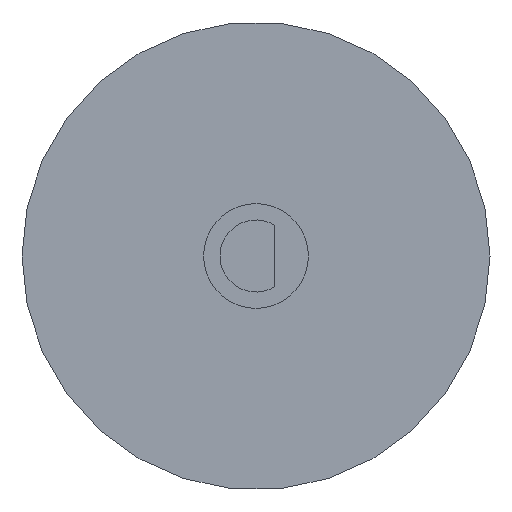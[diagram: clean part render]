
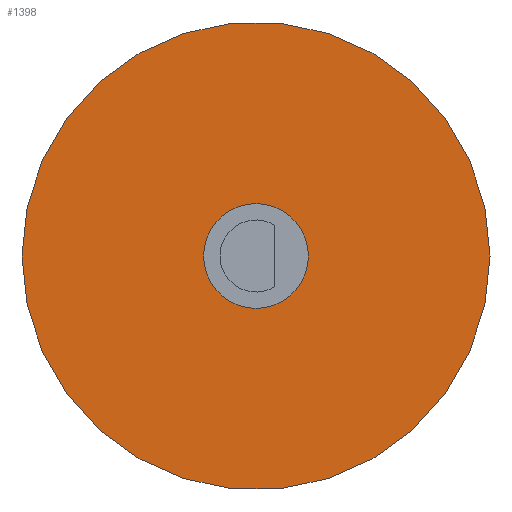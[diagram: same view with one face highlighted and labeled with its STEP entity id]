
A CAD part, front view. The second image highlights one B-rep face of the part: STEP entity #1398.
In plain terms, the highlighted planar face has unit normal (0, -1, 0).
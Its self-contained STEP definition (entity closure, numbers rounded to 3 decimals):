
#18=FACE_BOUND('',#152,.T.);
#21=CIRCLE('',#1493,4.5);
#70=FACE_OUTER_BOUND('',#151,.T.);
#151=EDGE_LOOP('',(#1112,#1113,#1114,#1115,#1116,#1117,#1118,#1119,#1120,
#1121,#1122,#1123,#1124,#1125,#1126,#1127,#1128,#1129,#1130,#1131,#1132,
#1133,#1134,#1135,#1136,#1137,#1138,#1139,#1140,#1141));
#152=EDGE_LOOP('',(#1142));
#315=LINE('',#2160,#506);
#316=LINE('',#2162,#507);
#317=LINE('',#2164,#508);
#318=LINE('',#2166,#509);
#319=LINE('',#2168,#510);
#320=LINE('',#2170,#511);
#321=LINE('',#2172,#512);
#322=LINE('',#2174,#513);
#323=LINE('',#2176,#514);
#324=LINE('',#2178,#515);
#325=LINE('',#2180,#516);
#326=LINE('',#2182,#517);
#327=LINE('',#2184,#518);
#328=LINE('',#2186,#519);
#329=LINE('',#2188,#520);
#330=LINE('',#2190,#521);
#331=LINE('',#2192,#522);
#332=LINE('',#2194,#523);
#333=LINE('',#2196,#524);
#334=LINE('',#2198,#525);
#335=LINE('',#2200,#526);
#336=LINE('',#2202,#527);
#337=LINE('',#2204,#528);
#338=LINE('',#2206,#529);
#339=LINE('',#2208,#530);
#340=LINE('',#2210,#531);
#341=LINE('',#2212,#532);
#342=LINE('',#2214,#533);
#343=LINE('',#2216,#534);
#344=LINE('',#2217,#535);
#506=VECTOR('',#1760,10.);
#507=VECTOR('',#1761,10.);
#508=VECTOR('',#1762,10.);
#509=VECTOR('',#1763,10.);
#510=VECTOR('',#1764,10.);
#511=VECTOR('',#1765,10.);
#512=VECTOR('',#1766,10.);
#513=VECTOR('',#1767,10.);
#514=VECTOR('',#1768,10.);
#515=VECTOR('',#1769,10.);
#516=VECTOR('',#1770,10.);
#517=VECTOR('',#1771,10.);
#518=VECTOR('',#1772,10.);
#519=VECTOR('',#1773,10.);
#520=VECTOR('',#1774,10.);
#521=VECTOR('',#1775,10.);
#522=VECTOR('',#1776,10.);
#523=VECTOR('',#1777,10.);
#524=VECTOR('',#1778,10.);
#525=VECTOR('',#1779,10.);
#526=VECTOR('',#1780,10.);
#527=VECTOR('',#1781,10.);
#528=VECTOR('',#1782,10.);
#529=VECTOR('',#1783,10.);
#530=VECTOR('',#1784,10.);
#531=VECTOR('',#1785,10.);
#532=VECTOR('',#1786,10.);
#533=VECTOR('',#1787,10.);
#534=VECTOR('',#1788,10.);
#535=VECTOR('',#1789,10.);
#655=VERTEX_POINT('',#2152);
#657=VERTEX_POINT('',#2158);
#658=VERTEX_POINT('',#2159);
#659=VERTEX_POINT('',#2161);
#660=VERTEX_POINT('',#2163);
#661=VERTEX_POINT('',#2165);
#662=VERTEX_POINT('',#2167);
#663=VERTEX_POINT('',#2169);
#664=VERTEX_POINT('',#2171);
#665=VERTEX_POINT('',#2173);
#666=VERTEX_POINT('',#2175);
#667=VERTEX_POINT('',#2177);
#668=VERTEX_POINT('',#2179);
#669=VERTEX_POINT('',#2181);
#670=VERTEX_POINT('',#2183);
#671=VERTEX_POINT('',#2185);
#672=VERTEX_POINT('',#2187);
#673=VERTEX_POINT('',#2189);
#674=VERTEX_POINT('',#2191);
#675=VERTEX_POINT('',#2193);
#676=VERTEX_POINT('',#2195);
#677=VERTEX_POINT('',#2197);
#678=VERTEX_POINT('',#2199);
#679=VERTEX_POINT('',#2201);
#680=VERTEX_POINT('',#2203);
#681=VERTEX_POINT('',#2205);
#682=VERTEX_POINT('',#2207);
#683=VERTEX_POINT('',#2209);
#684=VERTEX_POINT('',#2211);
#685=VERTEX_POINT('',#2213);
#686=VERTEX_POINT('',#2215);
#817=EDGE_CURVE('',#655,#655,#21,.T.);
#820=EDGE_CURVE('',#657,#658,#315,.T.);
#821=EDGE_CURVE('',#658,#659,#316,.T.);
#822=EDGE_CURVE('',#659,#660,#317,.T.);
#823=EDGE_CURVE('',#660,#661,#318,.T.);
#824=EDGE_CURVE('',#661,#662,#319,.T.);
#825=EDGE_CURVE('',#662,#663,#320,.T.);
#826=EDGE_CURVE('',#663,#664,#321,.T.);
#827=EDGE_CURVE('',#664,#665,#322,.T.);
#828=EDGE_CURVE('',#665,#666,#323,.T.);
#829=EDGE_CURVE('',#666,#667,#324,.T.);
#830=EDGE_CURVE('',#667,#668,#325,.T.);
#831=EDGE_CURVE('',#668,#669,#326,.T.);
#832=EDGE_CURVE('',#669,#670,#327,.T.);
#833=EDGE_CURVE('',#670,#671,#328,.T.);
#834=EDGE_CURVE('',#671,#672,#329,.T.);
#835=EDGE_CURVE('',#672,#673,#330,.T.);
#836=EDGE_CURVE('',#673,#674,#331,.T.);
#837=EDGE_CURVE('',#674,#675,#332,.T.);
#838=EDGE_CURVE('',#675,#676,#333,.T.);
#839=EDGE_CURVE('',#676,#677,#334,.T.);
#840=EDGE_CURVE('',#677,#678,#335,.T.);
#841=EDGE_CURVE('',#678,#679,#336,.T.);
#842=EDGE_CURVE('',#679,#680,#337,.T.);
#843=EDGE_CURVE('',#680,#681,#338,.T.);
#844=EDGE_CURVE('',#681,#682,#339,.T.);
#845=EDGE_CURVE('',#682,#683,#340,.T.);
#846=EDGE_CURVE('',#683,#684,#341,.T.);
#847=EDGE_CURVE('',#684,#685,#342,.T.);
#848=EDGE_CURVE('',#685,#686,#343,.T.);
#849=EDGE_CURVE('',#686,#657,#344,.T.);
#1112=ORIENTED_EDGE('',*,*,#820,.T.);
#1113=ORIENTED_EDGE('',*,*,#821,.T.);
#1114=ORIENTED_EDGE('',*,*,#822,.T.);
#1115=ORIENTED_EDGE('',*,*,#823,.T.);
#1116=ORIENTED_EDGE('',*,*,#824,.T.);
#1117=ORIENTED_EDGE('',*,*,#825,.T.);
#1118=ORIENTED_EDGE('',*,*,#826,.T.);
#1119=ORIENTED_EDGE('',*,*,#827,.T.);
#1120=ORIENTED_EDGE('',*,*,#828,.T.);
#1121=ORIENTED_EDGE('',*,*,#829,.T.);
#1122=ORIENTED_EDGE('',*,*,#830,.T.);
#1123=ORIENTED_EDGE('',*,*,#831,.T.);
#1124=ORIENTED_EDGE('',*,*,#832,.T.);
#1125=ORIENTED_EDGE('',*,*,#833,.T.);
#1126=ORIENTED_EDGE('',*,*,#834,.T.);
#1127=ORIENTED_EDGE('',*,*,#835,.T.);
#1128=ORIENTED_EDGE('',*,*,#836,.T.);
#1129=ORIENTED_EDGE('',*,*,#837,.T.);
#1130=ORIENTED_EDGE('',*,*,#838,.T.);
#1131=ORIENTED_EDGE('',*,*,#839,.T.);
#1132=ORIENTED_EDGE('',*,*,#840,.T.);
#1133=ORIENTED_EDGE('',*,*,#841,.T.);
#1134=ORIENTED_EDGE('',*,*,#842,.T.);
#1135=ORIENTED_EDGE('',*,*,#843,.T.);
#1136=ORIENTED_EDGE('',*,*,#844,.T.);
#1137=ORIENTED_EDGE('',*,*,#845,.T.);
#1138=ORIENTED_EDGE('',*,*,#846,.T.);
#1139=ORIENTED_EDGE('',*,*,#847,.T.);
#1140=ORIENTED_EDGE('',*,*,#848,.T.);
#1141=ORIENTED_EDGE('',*,*,#849,.T.);
#1142=ORIENTED_EDGE('',*,*,#817,.T.);
#1319=PLANE('',#1495);
#1398=ADVANCED_FACE('',(#70,#18),#1319,.T.);
#1493=AXIS2_PLACEMENT_3D('',#2153,#1753,#1754);
#1495=AXIS2_PLACEMENT_3D('',#2157,#1758,#1759);
#1753=DIRECTION('center_axis',(0.,1.,0.));
#1754=DIRECTION('ref_axis',(1.,0.,0.));
#1758=DIRECTION('center_axis',(0.,-1.,0.));
#1759=DIRECTION('ref_axis',(1.,0.,0.));
#1760=DIRECTION('',(0.978,0.,-0.208));
#1761=DIRECTION('',(1.,0.,0.));
#1762=DIRECTION('',(0.978,0.,0.208));
#1763=DIRECTION('',(0.914,0.,0.407));
#1764=DIRECTION('',(0.809,0.,0.588));
#1765=DIRECTION('',(0.669,0.,0.743));
#1766=DIRECTION('',(0.5,0.,0.866));
#1767=DIRECTION('',(0.309,0.,0.951));
#1768=DIRECTION('',(0.105,0.,0.995));
#1769=DIRECTION('',(-0.105,0.,0.995));
#1770=DIRECTION('',(-0.309,0.,0.951));
#1771=DIRECTION('',(-0.5,0.,0.866));
#1772=DIRECTION('',(-0.669,0.,0.743));
#1773=DIRECTION('',(-0.809,0.,0.588));
#1774=DIRECTION('',(-0.914,0.,0.407));
#1775=DIRECTION('',(-0.978,0.,0.208));
#1776=DIRECTION('',(-1.,0.,0.));
#1777=DIRECTION('',(-0.978,0.,-0.208));
#1778=DIRECTION('',(-0.914,0.,-0.407));
#1779=DIRECTION('',(-0.809,0.,-0.588));
#1780=DIRECTION('',(-0.669,0.,-0.743));
#1781=DIRECTION('',(-0.5,0.,-0.866));
#1782=DIRECTION('',(-0.309,0.,-0.951));
#1783=DIRECTION('',(-0.105,0.,-0.995));
#1784=DIRECTION('',(0.105,0.,-0.995));
#1785=DIRECTION('',(0.309,0.,-0.951));
#1786=DIRECTION('',(0.5,0.,-0.866));
#1787=DIRECTION('',(0.669,0.,-0.743));
#1788=DIRECTION('',(0.809,0.,-0.588));
#1789=DIRECTION('',(0.914,0.,-0.407));
#2152=CARTESIAN_POINT('',(-4.5,-0.5,0.));
#2153=CARTESIAN_POINT('Origin',(0.,-0.5,0.));
#2157=CARTESIAN_POINT('Origin',(0.,-0.5,0.));
#2158=CARTESIAN_POINT('',(-6.214,-0.5,-19.126));
#2159=CARTESIAN_POINT('',(-2.102,-0.5,-20.));
#2160=CARTESIAN_POINT('',(-6.214,-0.5,-19.126));
#2161=CARTESIAN_POINT('',(2.102,-0.5,-20.));
#2162=CARTESIAN_POINT('',(-2.102,-0.5,-20.));
#2163=CARTESIAN_POINT('',(6.214,-0.5,-19.126));
#2164=CARTESIAN_POINT('',(2.102,-0.5,-20.));
#2165=CARTESIAN_POINT('',(10.055,-0.5,-17.416));
#2166=CARTESIAN_POINT('',(6.214,-0.5,-19.126));
#2167=CARTESIAN_POINT('',(13.456,-0.5,-14.945));
#2168=CARTESIAN_POINT('',(10.055,-0.5,-17.416));
#2169=CARTESIAN_POINT('',(16.269,-0.5,-11.82));
#2170=CARTESIAN_POINT('',(13.456,-0.5,-14.945));
#2171=CARTESIAN_POINT('',(18.372,-0.5,-8.18));
#2172=CARTESIAN_POINT('',(16.269,-0.5,-11.82));
#2173=CARTESIAN_POINT('',(19.671,-0.5,-4.181));
#2174=CARTESIAN_POINT('',(18.372,-0.5,-8.18));
#2175=CARTESIAN_POINT('',(20.11,-0.5,0.));
#2176=CARTESIAN_POINT('',(19.671,-0.5,-4.181));
#2177=CARTESIAN_POINT('',(19.671,-0.5,4.181));
#2178=CARTESIAN_POINT('',(20.11,-0.5,0.));
#2179=CARTESIAN_POINT('',(18.372,-0.5,8.18));
#2180=CARTESIAN_POINT('',(19.671,-0.5,4.181));
#2181=CARTESIAN_POINT('',(16.269,-0.5,11.82));
#2182=CARTESIAN_POINT('',(18.372,-0.5,8.18));
#2183=CARTESIAN_POINT('',(13.456,-0.5,14.945));
#2184=CARTESIAN_POINT('',(16.269,-0.5,11.82));
#2185=CARTESIAN_POINT('',(10.055,-0.5,17.416));
#2186=CARTESIAN_POINT('',(13.456,-0.5,14.945));
#2187=CARTESIAN_POINT('',(6.214,-0.5,19.126));
#2188=CARTESIAN_POINT('',(10.055,-0.5,17.416));
#2189=CARTESIAN_POINT('',(2.102,-0.5,20.));
#2190=CARTESIAN_POINT('',(6.214,-0.5,19.126));
#2191=CARTESIAN_POINT('',(-2.102,-0.5,20.));
#2192=CARTESIAN_POINT('',(2.102,-0.5,20.));
#2193=CARTESIAN_POINT('',(-6.214,-0.5,19.126));
#2194=CARTESIAN_POINT('',(-2.102,-0.5,20.));
#2195=CARTESIAN_POINT('',(-10.055,-0.5,17.416));
#2196=CARTESIAN_POINT('',(-6.214,-0.5,19.126));
#2197=CARTESIAN_POINT('',(-13.456,-0.5,14.945));
#2198=CARTESIAN_POINT('',(-10.055,-0.5,17.416));
#2199=CARTESIAN_POINT('',(-16.269,-0.5,11.82));
#2200=CARTESIAN_POINT('',(-13.456,-0.5,14.945));
#2201=CARTESIAN_POINT('',(-18.372,-0.5,8.18));
#2202=CARTESIAN_POINT('',(-16.269,-0.5,11.82));
#2203=CARTESIAN_POINT('',(-19.671,-0.5,4.181));
#2204=CARTESIAN_POINT('',(-18.372,-0.5,8.18));
#2205=CARTESIAN_POINT('',(-20.11,-0.5,0.));
#2206=CARTESIAN_POINT('',(-19.671,-0.5,4.181));
#2207=CARTESIAN_POINT('',(-19.671,-0.5,-4.181));
#2208=CARTESIAN_POINT('',(-20.11,-0.5,0.));
#2209=CARTESIAN_POINT('',(-18.372,-0.5,-8.18));
#2210=CARTESIAN_POINT('',(-19.671,-0.5,-4.181));
#2211=CARTESIAN_POINT('',(-16.269,-0.5,-11.82));
#2212=CARTESIAN_POINT('',(-18.372,-0.5,-8.18));
#2213=CARTESIAN_POINT('',(-13.456,-0.5,-14.945));
#2214=CARTESIAN_POINT('',(-16.269,-0.5,-11.82));
#2215=CARTESIAN_POINT('',(-10.055,-0.5,-17.416));
#2216=CARTESIAN_POINT('',(-13.456,-0.5,-14.945));
#2217=CARTESIAN_POINT('',(-10.055,-0.5,-17.416));
